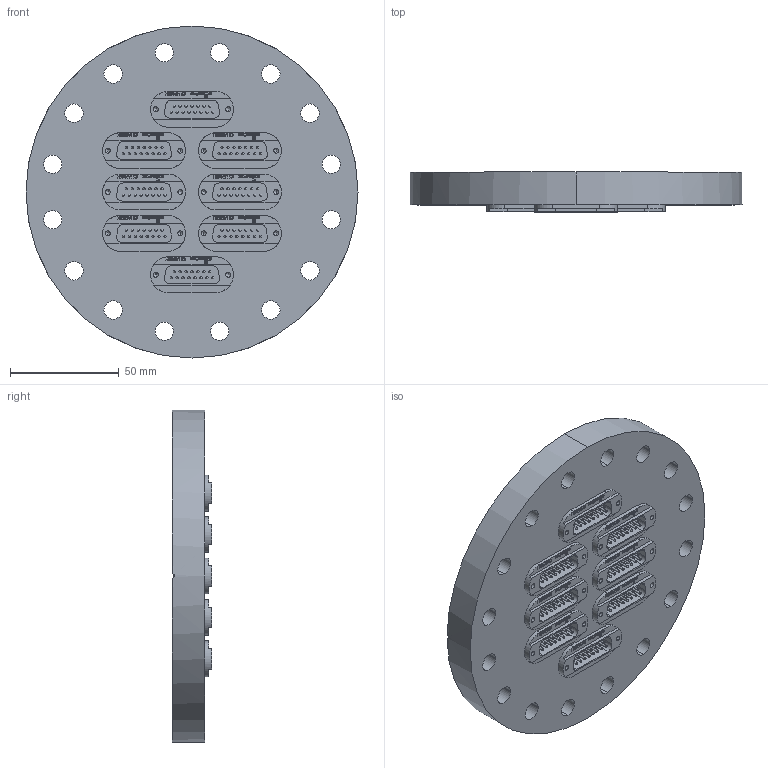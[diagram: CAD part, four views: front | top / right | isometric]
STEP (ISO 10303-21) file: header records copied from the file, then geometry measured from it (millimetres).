
FILE_DESCRIPTION (( 'STEP AP214' ), '1' );
FILE_NAME ('210-D15-C100-8.step', '2025-02-17T20:22:00', ( '' ), ( '' ), 'SwSTEP 2.0', 'SolidWorks 2022', '' );
FILE_SCHEMA (( 'AUTOMOTIVE_DESIGN' ));
Length unit declared in the file: millimetre
Products named in the file (5): 9210-D15-C100-8_CF100; 9210-PIN-FENI_Pin vergoldet; 9218-D9-37-SS-V22_15pin 1mm beschr. allectra; 218-D9-37-SS_218-D15-SS; 210-D15-C100-8
Assembly tree (25 placements, depth 3):
  210-D15-C100-8
    9210-D15-C100-8_CF100
    218-D9-37-SS_218-D15-SS  x8
      9218-D9-37-SS-V22_15pin 1mm beschr. allectra
      9210-PIN-FENI_Pin vergoldet
Bounding box: 152.4 x 18.2 x 152.4 mm (x, y, z)
Volume: 232857.7 mm3; surface area: 87982.7 mm2
Topology: 129 solids, 129 shells, 2758 faces, 7592 edges, 4996 vertices
Faces by surface type: plane 1156, cylinder 1062, sphere 240, bspline 216, cone 68, torus 16
Entity records: 13483 total; most frequent: CARTESIAN_POINT 3820, DIRECTION 1937, ORIENTED_EDGE 1926, EDGE_CURVE 963, AXIS2_PLACEMENT_3D 673, VERTEX_POINT 638, VECTOR 591, LINE 591
